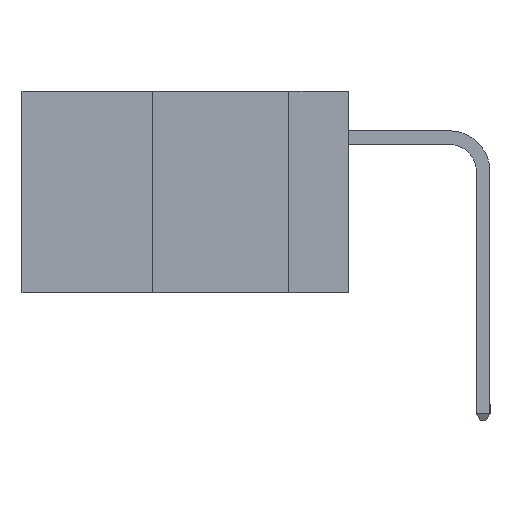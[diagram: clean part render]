
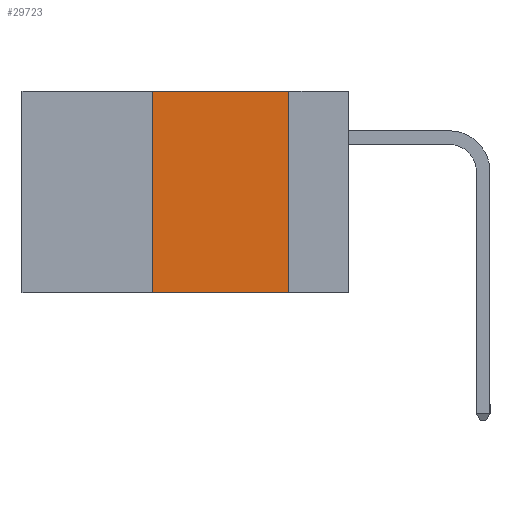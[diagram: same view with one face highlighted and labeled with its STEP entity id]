
A CAD part, left-side view. The second image highlights one B-rep face of the part: STEP entity #29723.
In plain terms, the highlighted planar face has unit normal (-1, 0, 0).
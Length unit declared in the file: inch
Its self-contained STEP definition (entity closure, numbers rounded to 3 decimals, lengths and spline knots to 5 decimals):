
#1506 = CARTESIAN_POINT ( 'NONE',  ( 0., 0.6, -0.37 ) ) ;
#1523 = VECTOR ( 'NONE', #46334, 39.37008 ) ;
#5627 = DIRECTION ( 'NONE',  ( 0., 0., 1. ) ) ;
#6500 = FACE_OUTER_BOUND ( 'NONE', #14645, .T. ) ;
#7217 = DIRECTION ( 'NONE',  ( 1., 0., 0. ) ) ;
#8647 = EDGE_CURVE ( 'NONE', #31659, #31548, #45603, .T. ) ;
#9179 = DIRECTION ( 'NONE',  ( 0., -1., 0. ) ) ;
#10125 = LINE ( 'NONE', #31424, #24824 ) ;
#11015 = VERTEX_POINT ( 'NONE', #12342 ) ;
#12342 = CARTESIAN_POINT ( 'NONE',  ( 0., 0.36, 0. ) ) ;
#13222 = LINE ( 'NONE', #1506, #13561 ) ;
#13561 = VECTOR ( 'NONE', #43054, 39.37008 ) ;
#14073 = CARTESIAN_POINT ( 'NONE',  ( 0., 0.6, 0. ) ) ;
#14304 = PLANE ( 'NONE',  #34410 ) ;
#14354 = VECTOR ( 'NONE', #5627, 39.37008 ) ;
#14645 = EDGE_LOOP ( 'NONE', ( #34567, #31093, #47774, #18959 ) ) ;
#17627 = EDGE_CURVE ( 'NONE', #11015, #31659, #10125, .T. ) ;
#18959 = ORIENTED_EDGE ( 'NONE', *, *, #42253, .T. ) ;
#20591 = CARTESIAN_POINT ( 'NONE',  ( 0., 0.11, 0. ) ) ;
#23604 = CARTESIAN_POINT ( 'NONE',  ( 0., 0.11, 0. ) ) ;
#24824 = VECTOR ( 'NONE', #9179, 39.37008 ) ;
#27885 = CARTESIAN_POINT ( 'NONE',  ( 0., 0.36, 0. ) ) ;
#29723 = ADVANCED_FACE ( 'NONE', ( #6500 ), #14304, .F. ) ;
#31093 = ORIENTED_EDGE ( 'NONE', *, *, #17627, .F. ) ;
#31424 = CARTESIAN_POINT ( 'NONE',  ( 0., 0.6, 0. ) ) ;
#31543 = LINE ( 'NONE', #27885, #14354 ) ;
#31548 = VERTEX_POINT ( 'NONE', #47570 ) ;
#31659 = VERTEX_POINT ( 'NONE', #20591 ) ;
#34410 = AXIS2_PLACEMENT_3D ( 'NONE', #14073, #7217, #44130 ) ;
#34567 = ORIENTED_EDGE ( 'NONE', *, *, #8647, .F. ) ;
#35634 = EDGE_CURVE ( 'NONE', #38874, #11015, #31543, .T. ) ;
#38874 = VERTEX_POINT ( 'NONE', #40758 ) ;
#40758 = CARTESIAN_POINT ( 'NONE',  ( 0., 0.36, -0.37 ) ) ;
#42253 = EDGE_CURVE ( 'NONE', #38874, #31548, #13222, .T. ) ;
#43054 = DIRECTION ( 'NONE',  ( 0., -1., 0. ) ) ;
#44130 = DIRECTION ( 'NONE',  ( 0., 0., -1. ) ) ;
#45603 = LINE ( 'NONE', #23604, #1523 ) ;
#46334 = DIRECTION ( 'NONE',  ( 0., 0., -1. ) ) ;
#47570 = CARTESIAN_POINT ( 'NONE',  ( 0., 0.11, -0.37 ) ) ;
#47774 = ORIENTED_EDGE ( 'NONE', *, *, #35634, .F. ) ;
